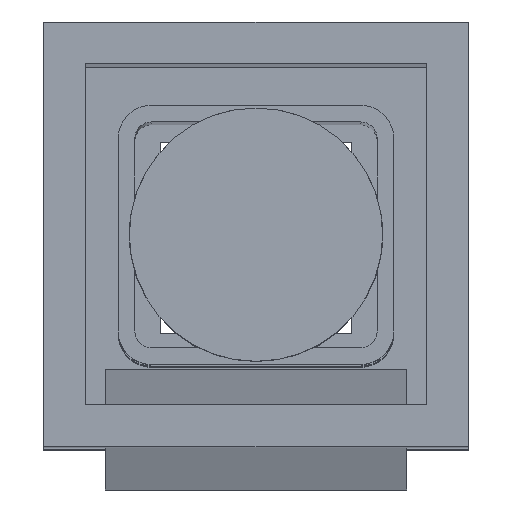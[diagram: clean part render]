
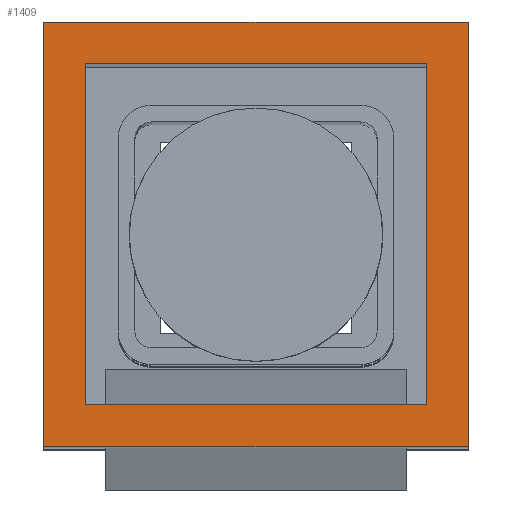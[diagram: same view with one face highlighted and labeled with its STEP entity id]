
A CAD part, top view. The second image highlights one B-rep face of the part: STEP entity #1409.
In plain terms, the highlighted planar face has unit normal (0, 0, 1).
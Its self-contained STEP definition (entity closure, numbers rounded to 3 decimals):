
#24 = EDGE_CURVE ( 'NONE', #2712, #3261, #237, .T. ) ;
#107 = CARTESIAN_POINT ( 'NONE',  ( 1.02, -1.02, 12. ) ) ;
#183 = CARTESIAN_POINT ( 'NONE',  ( -1.02, -1.02, 12. ) ) ;
#237 = LINE ( 'NONE', #1738, #2880 ) ;
#398 = DIRECTION ( 'NONE',  ( -1., 0., 0. ) ) ;
#430 = ORIENTED_EDGE ( 'NONE', *, *, #2284, .T. ) ;
#532 = ORIENTED_EDGE ( 'NONE', *, *, #2821, .F. ) ;
#610 = DIRECTION ( 'NONE',  ( 0., -1., 0. ) ) ;
#642 = CARTESIAN_POINT ( 'NONE',  ( 1.02, 1.02, 12. ) ) ;
#676 = DIRECTION ( 'NONE',  ( -1., 0., 0. ) ) ;
#686 = ORIENTED_EDGE ( 'NONE', *, *, #2028, .T. ) ;
#689 = CARTESIAN_POINT ( 'NONE',  ( 1.27, -1.27, 12. ) ) ;
#712 = LINE ( 'NONE', #2711, #3140 ) ;
#785 = VERTEX_POINT ( 'NONE', #1744 ) ;
#851 = CARTESIAN_POINT ( 'NONE',  ( 0., 0., 12. ) ) ;
#897 = EDGE_CURVE ( 'NONE', #1107, #1294, #712, .T. ) ;
#1067 = LINE ( 'NONE', #1787, #1678 ) ;
#1087 = VERTEX_POINT ( 'NONE', #1751 ) ;
#1107 = VERTEX_POINT ( 'NONE', #2536 ) ;
#1175 = EDGE_LOOP ( 'NONE', ( #686, #430, #1606, #2998 ) ) ;
#1263 = EDGE_CURVE ( 'NONE', #3207, #785, #2155, .T. ) ;
#1294 = VERTEX_POINT ( 'NONE', #3049 ) ;
#1409 = ADVANCED_FACE ( 'NONE', ( #1981, #1575 ), #2268, .T. ) ;
#1575 = FACE_OUTER_BOUND ( 'NONE', #1175, .T. ) ;
#1587 = ORIENTED_EDGE ( 'NONE', *, *, #2193, .F. ) ;
#1601 = VECTOR ( 'NONE', #2937, 1000. ) ;
#1606 = ORIENTED_EDGE ( 'NONE', *, *, #1263, .F. ) ;
#1678 = VECTOR ( 'NONE', #610, 1000. ) ;
#1738 = CARTESIAN_POINT ( 'NONE',  ( 1.02, -1.02, 12. ) ) ;
#1742 = DIRECTION ( 'NONE',  ( 1., 0., 0. ) ) ;
#1744 = CARTESIAN_POINT ( 'NONE',  ( -1.27, -1.27, 12. ) ) ;
#1745 = CARTESIAN_POINT ( 'NONE',  ( 1.27, 0., 12. ) ) ;
#1751 = CARTESIAN_POINT ( 'NONE',  ( -1.27, 1.27, 12. ) ) ;
#1787 = CARTESIAN_POINT ( 'NONE',  ( -1.02, 1.02, 12. ) ) ;
#1822 = CARTESIAN_POINT ( 'NONE',  ( 1.27, 1.27, 12. ) ) ;
#1948 = VECTOR ( 'NONE', #2874, 1000. ) ;
#1981 = FACE_BOUND ( 'NONE', #2604, .T. ) ;
#2028 = EDGE_CURVE ( 'NONE', #3616, #1087, #2227, .T. ) ;
#2155 = LINE ( 'NONE', #2197, #3600 ) ;
#2193 = EDGE_CURVE ( 'NONE', #1294, #2712, #1067, .T. ) ;
#2197 = CARTESIAN_POINT ( 'NONE',  ( 0., -1.27, 12. ) ) ;
#2216 = LINE ( 'NONE', #1745, #1948 ) ;
#2227 = LINE ( 'NONE', #3230, #3225 ) ;
#2268 = PLANE ( 'NONE',  #2453 ) ;
#2284 = EDGE_CURVE ( 'NONE', #1087, #785, #2765, .T. ) ;
#2297 = DIRECTION ( 'NONE',  ( 1., 0., 0. ) ) ;
#2349 = LINE ( 'NONE', #642, #1601 ) ;
#2453 = AXIS2_PLACEMENT_3D ( 'NONE', #851, #3479, #1742 ) ;
#2489 = DIRECTION ( 'NONE',  ( -1., 0., 0. ) ) ;
#2536 = CARTESIAN_POINT ( 'NONE',  ( 1.02, 1.02, 12. ) ) ;
#2604 = EDGE_LOOP ( 'NONE', ( #1587, #2732, #532, #3005 ) ) ;
#2648 = EDGE_CURVE ( 'NONE', #3616, #3207, #2216, .T. ) ;
#2692 = CARTESIAN_POINT ( 'NONE',  ( -1.27, 0., 12. ) ) ;
#2711 = CARTESIAN_POINT ( 'NONE',  ( 1.02, 1.02, 12. ) ) ;
#2712 = VERTEX_POINT ( 'NONE', #183 ) ;
#2732 = ORIENTED_EDGE ( 'NONE', *, *, #897, .F. ) ;
#2765 = LINE ( 'NONE', #2692, #3588 ) ;
#2821 = EDGE_CURVE ( 'NONE', #3261, #1107, #2349, .T. ) ;
#2874 = DIRECTION ( 'NONE',  ( 0., -1., 0. ) ) ;
#2880 = VECTOR ( 'NONE', #2297, 1000. ) ;
#2937 = DIRECTION ( 'NONE',  ( 0., 1., 0. ) ) ;
#2998 = ORIENTED_EDGE ( 'NONE', *, *, #2648, .F. ) ;
#3005 = ORIENTED_EDGE ( 'NONE', *, *, #24, .F. ) ;
#3006 = DIRECTION ( 'NONE',  ( 0., -1., 0. ) ) ;
#3049 = CARTESIAN_POINT ( 'NONE',  ( -1.02, 1.02, 12. ) ) ;
#3140 = VECTOR ( 'NONE', #398, 1000. ) ;
#3207 = VERTEX_POINT ( 'NONE', #689 ) ;
#3225 = VECTOR ( 'NONE', #2489, 1000. ) ;
#3230 = CARTESIAN_POINT ( 'NONE',  ( 0., 1.27, 12. ) ) ;
#3261 = VERTEX_POINT ( 'NONE', #107 ) ;
#3479 = DIRECTION ( 'NONE',  ( 0., 0., 1. ) ) ;
#3588 = VECTOR ( 'NONE', #3006, 1000. ) ;
#3600 = VECTOR ( 'NONE', #676, 1000. ) ;
#3616 = VERTEX_POINT ( 'NONE', #1822 ) ;
